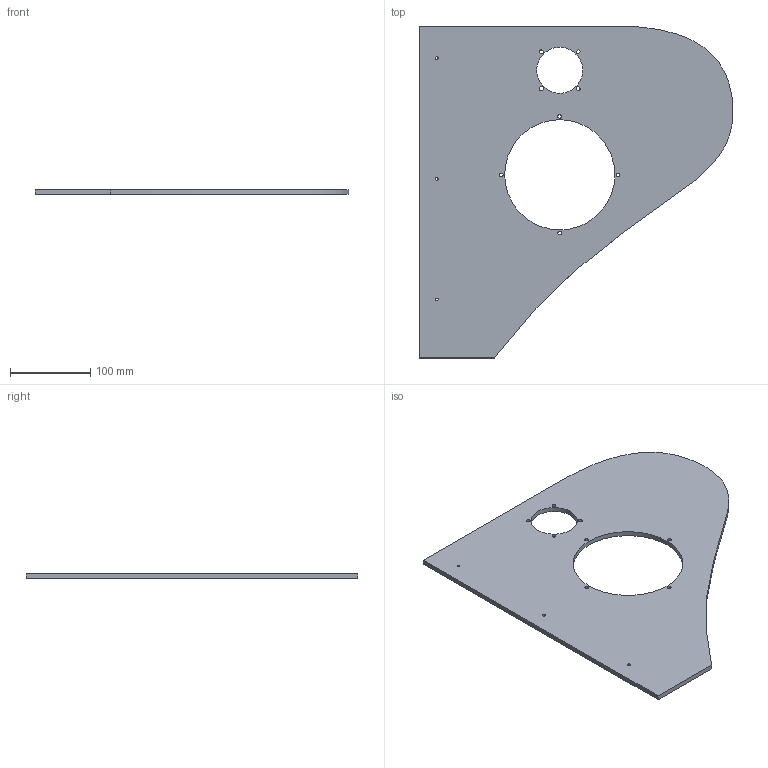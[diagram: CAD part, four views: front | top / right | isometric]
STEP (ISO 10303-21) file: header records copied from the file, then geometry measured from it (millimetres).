
FILE_DESCRIPTION (( 'STEP AP203' ), '1' );
FILE_NAME ('EAR.STEP', '2026-01-20T11:21:56', ( '' ), ( '' ), 'SwSTEP 2.0', 'SolidWorks 2024', '' );
FILE_SCHEMA (( 'CONFIG_CONTROL_DESIGN' ));
Length unit declared in the file: millimetre
Products named in the file (1): EAR
Bounding box: 390.39 x 412.8 x 6 mm (x, y, z)
Volume: 593449.3 mm3; surface area: 210748 mm2
Topology: 1 solids, 1 shells, 32 faces, 90 edges, 60 vertices
Faces by surface type: cylinder 17, plane 13, bspline 2
Full cylindrical faces by diameter (mm): 3.5 x3, 4.5 x4, 57.2 x1, 137 x1
Entity records: 1138 total; most frequent: CARTESIAN_POINT 196, DIRECTION 173, ORIENTED_EDGE 162, EDGE_CURVE 81, EDGE_LOOP 67, AXIS2_PLACEMENT_3D 65, VERTEX_POINT 60, LINE 43
